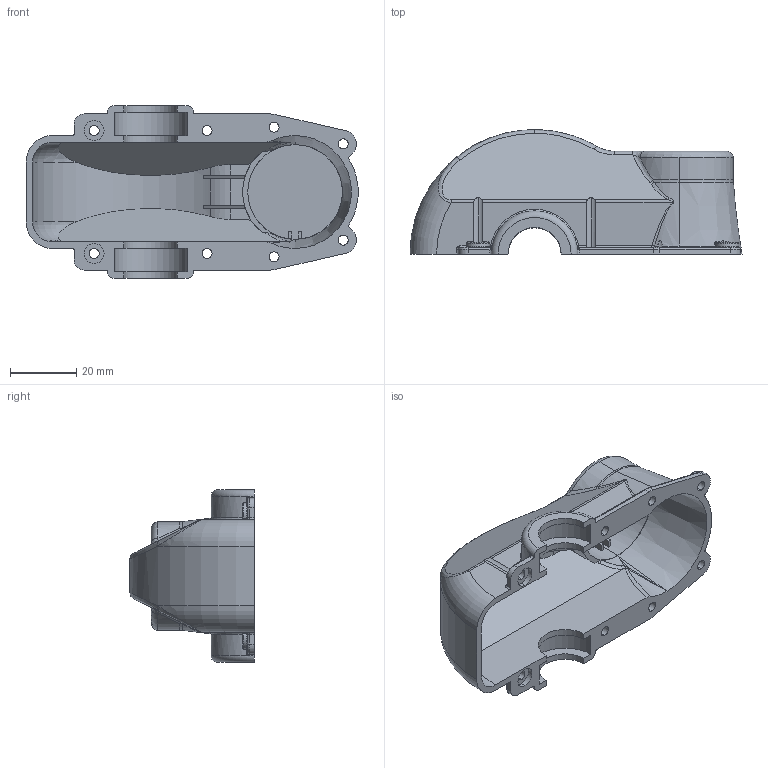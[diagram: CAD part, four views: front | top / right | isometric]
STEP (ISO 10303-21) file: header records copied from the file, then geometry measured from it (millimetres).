
FILE_DESCRIPTION (( 'STEP AP203' ), '1' );
FILE_NAME ('Moby-RV-2_Défaut_sldprt.STEP', '2019-11-01T12:18:43', ( '' ), ( '' ), 'SwSTEP 2.0', 'SolidWorks 2017', '' );
FILE_SCHEMA (( 'CONFIG_CONTROL_DESIGN' ));
Length unit declared in the file: millimetre
Products named in the file (1): Moby-RV-2_Défaut_sldprt
Bounding box: 99.94 x 37.5 x 52 mm (x, y, z)
Volume: 20804.2 mm3; surface area: 21701.8 mm2
Topology: 1 solids, 1 shells, 297 faces, 763 edges, 467 vertices
Faces by surface type: cylinder 103, bspline 67, plane 64, torus 53, cone 6, sphere 4
Entity records: 11197 total; most frequent: CARTESIAN_POINT 4310, ORIENTED_EDGE 1518, DIRECTION 1375, EDGE_CURVE 759, AXIS2_PLACEMENT_3D 573, VERTEX_POINT 467, CIRCLE 342, EDGE_LOOP 316
